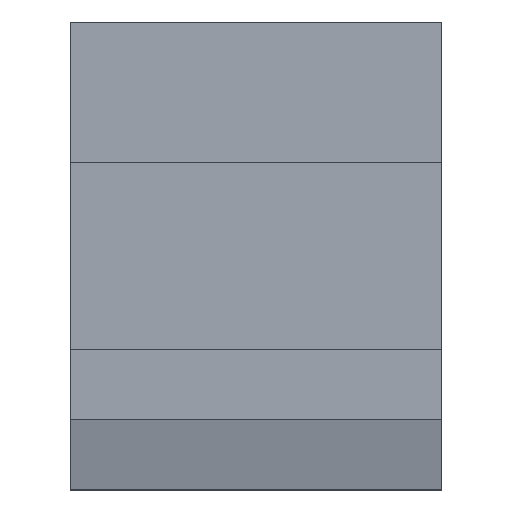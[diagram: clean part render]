
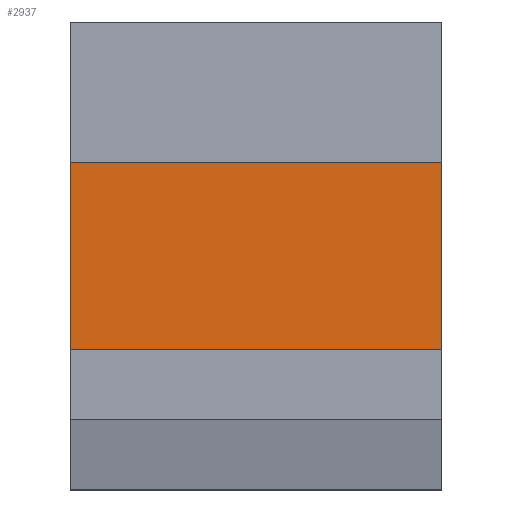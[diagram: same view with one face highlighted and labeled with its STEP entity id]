
A CAD part, front view. The second image highlights one B-rep face of the part: STEP entity #2937.
In plain terms, the highlighted planar face has unit normal (0, -1, 0).
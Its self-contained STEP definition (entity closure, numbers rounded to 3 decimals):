
#149 = VECTOR ( 'NONE', #5273, 1000. ) ;
#342 = LINE ( 'NONE', #723, #3545 ) ;
#723 = CARTESIAN_POINT ( 'NONE',  ( -52.3, -27.079, 48. ) ) ;
#993 = ORIENTED_EDGE ( 'NONE', *, *, #6152, .F. ) ;
#1090 = DIRECTION ( 'NONE',  ( 0., 0., 1. ) ) ;
#1169 = CARTESIAN_POINT ( 'NONE',  ( 19.2, -27.079, 48. ) ) ;
#1239 = CARTESIAN_POINT ( 'NONE',  ( -52.3, -27.079, 72. ) ) ;
#1387 = AXIS2_PLACEMENT_3D ( 'NONE', #3966, #3922, #3894 ) ;
#1748 = FACE_OUTER_BOUND ( 'NONE', #6486, .T. ) ;
#2131 = ORIENTED_EDGE ( 'NONE', *, *, #7172, .T. ) ;
#2331 = CARTESIAN_POINT ( 'NONE',  ( 19.2, -27.079, 108. ) ) ;
#2367 = VECTOR ( 'NONE', #1090, 1000. ) ;
#2375 = EDGE_CURVE ( 'NONE', #3501, #5483, #5368, .T. ) ;
#2937 = ADVANCED_FACE ( 'NONE', ( #1748 ), #4489, .T. ) ;
#3354 = LINE ( 'NONE', #1239, #149 ) ;
#3501 = VERTEX_POINT ( 'NONE', #3864 ) ;
#3545 = VECTOR ( 'NONE', #4806, 1000. ) ;
#3725 = DIRECTION ( 'NONE',  ( 1., 0., 0. ) ) ;
#3864 = CARTESIAN_POINT ( 'NONE',  ( 19.2, -27.079, 72. ) ) ;
#3894 = DIRECTION ( 'NONE',  ( 0., 0., -1. ) ) ;
#3922 = DIRECTION ( 'NONE',  ( 0., -1., 0. ) ) ;
#3966 = CARTESIAN_POINT ( 'NONE',  ( -52.3, -27.079, 108. ) ) ;
#4402 = VERTEX_POINT ( 'NONE', #6639 ) ;
#4484 = ORIENTED_EDGE ( 'NONE', *, *, #2375, .T. ) ;
#4489 = PLANE ( 'NONE',  #1387 ) ;
#4806 = DIRECTION ( 'NONE',  ( 0., 0., 1. ) ) ;
#4836 = VECTOR ( 'NONE', #3725, 1000. ) ;
#5015 = VERTEX_POINT ( 'NONE', #5639 ) ;
#5273 = DIRECTION ( 'NONE',  ( 1., 0., 0. ) ) ;
#5368 = LINE ( 'NONE', #1169, #2367 ) ;
#5483 = VERTEX_POINT ( 'NONE', #2331 ) ;
#5578 = EDGE_CURVE ( 'NONE', #4402, #5015, #342, .T. ) ;
#5639 = CARTESIAN_POINT ( 'NONE',  ( -52.3, -27.079, 108. ) ) ;
#6152 = EDGE_CURVE ( 'NONE', #5015, #5483, #6225, .T. ) ;
#6225 = LINE ( 'NONE', #6929, #4836 ) ;
#6486 = EDGE_LOOP ( 'NONE', ( #6930, #2131, #4484, #993 ) ) ;
#6639 = CARTESIAN_POINT ( 'NONE',  ( -52.3, -27.079, 72. ) ) ;
#6929 = CARTESIAN_POINT ( 'NONE',  ( -52.3, -27.079, 108. ) ) ;
#6930 = ORIENTED_EDGE ( 'NONE', *, *, #5578, .F. ) ;
#7172 = EDGE_CURVE ( 'NONE', #4402, #3501, #3354, .T. ) ;
